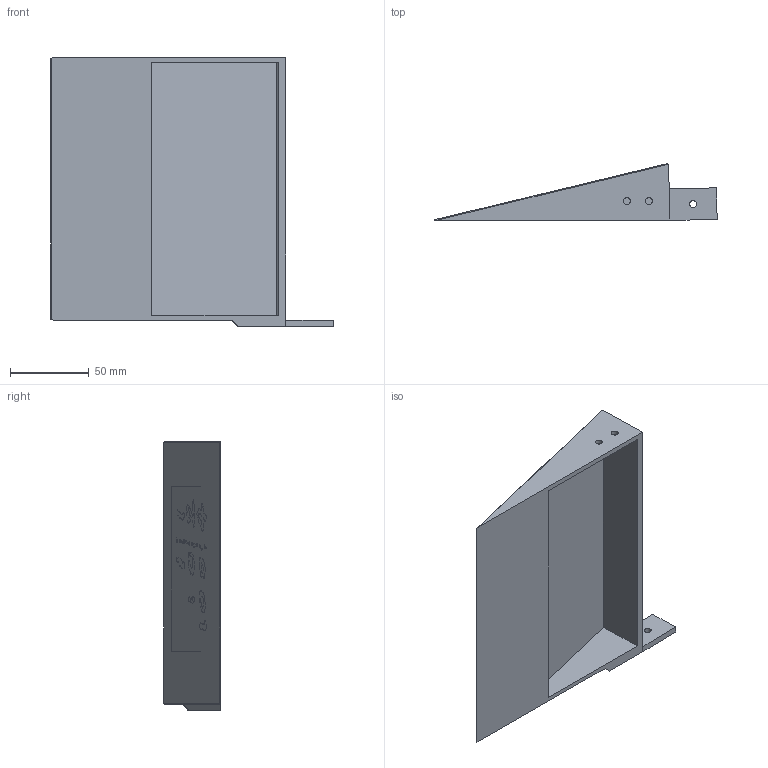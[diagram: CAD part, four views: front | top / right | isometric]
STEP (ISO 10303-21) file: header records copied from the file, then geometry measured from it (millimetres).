
FILE_DESCRIPTION (( 'STEP AP214' ), '1' );
FILE_NAME ('ramp_2.STEP', '2025-04-10T10:30:00', ( '' ), ( '' ), 'SwSTEP 2.0', 'SolidWorks 2024', '' );
FILE_SCHEMA (( 'AUTOMOTIVE_DESIGN' ));
Length unit declared in the file: millimetre
Products named in the file (1): ramp_2
Bounding box: 179.19 x 35.85 x 170.67 mm (x, y, z)
Volume: 196718.9 mm3; surface area: 95512.1 mm2
Topology: 6 solids, 6 shells, 1129 faces, 3268 edges, 2178 vertices
Faces by surface type: bspline 986, plane 137, cylinder 6
Entity records: 42079 total; most frequent: CARTESIAN_POINT 19043, ORIENTED_EDGE 6536, EDGE_CURVE 3268, VERTEX_POINT 2178, B_SPLINE_CURVE_WITH_KNOTS 1976, DIRECTION 1592, VECTOR 1280, LINE 1280
